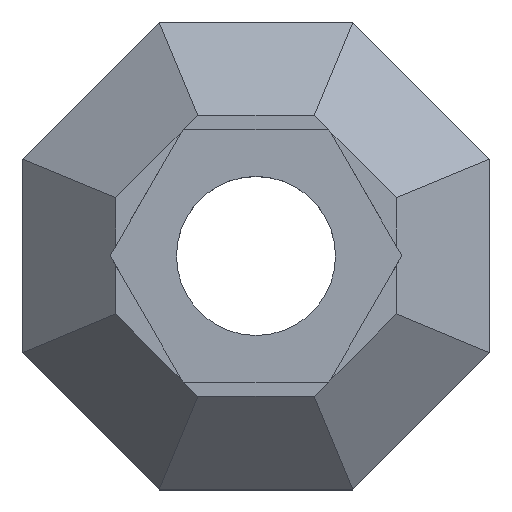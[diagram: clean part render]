
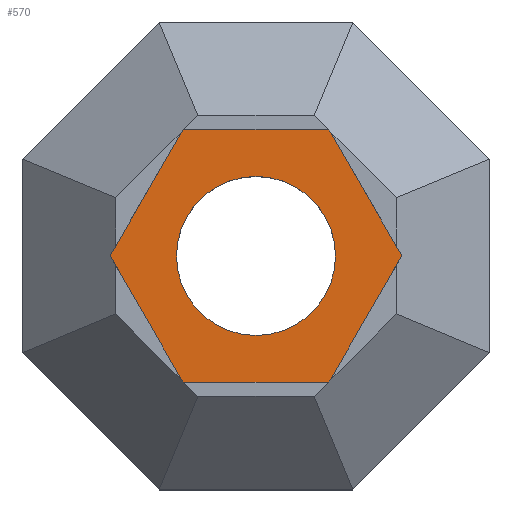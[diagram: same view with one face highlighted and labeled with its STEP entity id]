
A CAD part, top view. The second image highlights one B-rep face of the part: STEP entity #570.
In plain terms, the highlighted planar face has unit normal (0, 0, 1).
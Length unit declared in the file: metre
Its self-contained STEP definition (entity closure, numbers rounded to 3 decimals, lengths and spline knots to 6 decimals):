
#14=CIRCLE('',#616,0.0017);
#112=ORIENTED_EDGE('',*,*,#240,.T.);
#113=ORIENTED_EDGE('',*,*,#220,.T.);
#114=ORIENTED_EDGE('',*,*,#224,.T.);
#115=ORIENTED_EDGE('',*,*,#228,.T.);
#116=ORIENTED_EDGE('',*,*,#232,.T.);
#117=ORIENTED_EDGE('',*,*,#236,.T.);
#118=ORIENTED_EDGE('',*,*,#238,.T.);
#220=EDGE_CURVE('',#286,#289,#347,.T.);
#224=EDGE_CURVE('',#289,#291,#351,.T.);
#228=EDGE_CURVE('',#291,#293,#355,.T.);
#232=EDGE_CURVE('',#293,#295,#359,.T.);
#236=EDGE_CURVE('',#295,#297,#363,.T.);
#238=EDGE_CURVE('',#297,#286,#365,.T.);
#240=EDGE_CURVE('',#298,#298,#14,.T.);
#286=VERTEX_POINT('',#870);
#289=VERTEX_POINT('',#876);
#291=VERTEX_POINT('',#883);
#293=VERTEX_POINT('',#890);
#295=VERTEX_POINT('',#897);
#297=VERTEX_POINT('',#904);
#298=VERTEX_POINT('',#912);
#347=LINE('',#877,#423);
#351=LINE('',#884,#427);
#355=LINE('',#891,#431);
#359=LINE('',#898,#435);
#363=LINE('',#905,#439);
#365=LINE('',#908,#441);
#423=VECTOR('',#710,1.);
#427=VECTOR('',#716,1.);
#431=VECTOR('',#722,1.);
#435=VECTOR('',#728,1.);
#439=VECTOR('',#734,1.);
#441=VECTOR('',#738,1.);
#473=EDGE_LOOP('',(#112));
#474=EDGE_LOOP('',(#113,#114,#115,#116,#117,#118));
#507=FACE_BOUND('',#473,.T.);
#508=FACE_BOUND('',#474,.T.);
#540=PLANE('',#615);
#570=ADVANCED_FACE('',(#507,#508),#540,.T.);
#615=AXIS2_PLACEMENT_3D('',#910,#740,#741);
#616=AXIS2_PLACEMENT_3D('',#911,#742,#743);
#710=DIRECTION('',(1.,0.,0.));
#716=DIRECTION('',(0.5,0.866,0.));
#722=DIRECTION('',(-0.5,0.866,0.));
#728=DIRECTION('',(-1.,0.,0.));
#734=DIRECTION('',(-0.5,-0.866,0.));
#738=DIRECTION('',(0.5,-0.866,0.));
#740=DIRECTION('',(0.,0.,1.));
#741=DIRECTION('',(1.,0.,0.));
#742=DIRECTION('',(0.,0.,-1.));
#743=DIRECTION('',(-1.,0.,0.));
#870=CARTESIAN_POINT('',(-0.001559,-0.0027,0.0015));
#876=CARTESIAN_POINT('',(0.001559,-0.0027,0.0015));
#877=CARTESIAN_POINT('',(0.,-0.0027,0.0015));
#883=CARTESIAN_POINT('',(0.003118,0.,0.0015));
#884=CARTESIAN_POINT('',(0.002338,-0.00135,0.0015));
#890=CARTESIAN_POINT('',(0.001559,0.0027,0.0015));
#891=CARTESIAN_POINT('',(0.002338,0.00135,0.0015));
#897=CARTESIAN_POINT('',(-0.001559,0.0027,0.0015));
#898=CARTESIAN_POINT('',(0.,0.0027,0.0015));
#904=CARTESIAN_POINT('',(-0.003118,0.,0.0015));
#905=CARTESIAN_POINT('',(-0.002338,0.00135,0.0015));
#908=CARTESIAN_POINT('',(-0.002338,-0.00135,0.0015));
#910=CARTESIAN_POINT('',(0.,0.,0.0015));
#911=CARTESIAN_POINT('',(0.,0.,0.0015));
#912=CARTESIAN_POINT('',(-0.0017,0.,0.0015));
